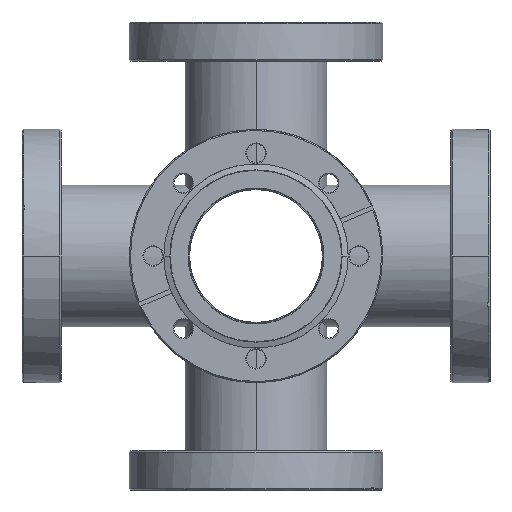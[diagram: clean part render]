
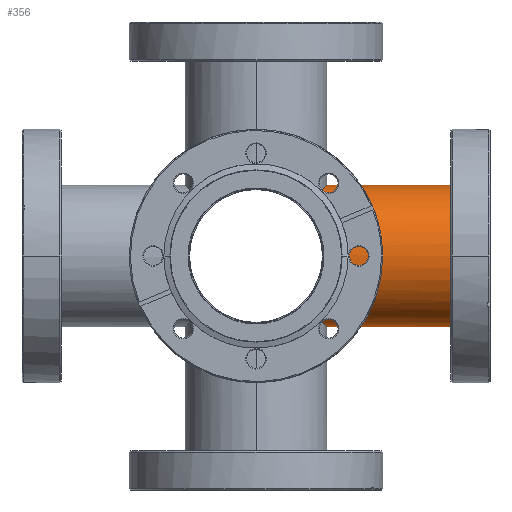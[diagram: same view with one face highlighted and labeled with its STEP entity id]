
A CAD part, left-side view. The second image highlights one B-rep face of the part: STEP entity #356.
In plain terms, the highlighted cylindrical face has radius 31.75 mm (diameter 63.5 mm), a partial arc.
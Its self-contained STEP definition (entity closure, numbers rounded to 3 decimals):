
#196 =( BOUNDED_CURVE ( )  B_SPLINE_CURVE ( 3, ( #4238, #4239, #4244, #4245 ),
 .UNSPECIFIED., .F., .F. ) 
 B_SPLINE_CURVE_WITH_KNOTS ( ( 4, 4 ),
 ( 5.498, 6.283 ),
 .UNSPECIFIED. ) 
 CURVE ( )  GEOMETRIC_REPRESENTATION_ITEM ( )  RATIONAL_B_SPLINE_CURVE ( ( 1., 0.949, 0.949, 1. ) ) 
 REPRESENTATION_ITEM ( '' )  );
#199 =( BOUNDED_CURVE ( )  B_SPLINE_CURVE ( 3, ( #4235, #4243, #4246, #4247 ),
 .UNSPECIFIED., .F., .F. ) 
 B_SPLINE_CURVE_WITH_KNOTS ( ( 4, 4 ),
 ( 0., 0.785 ),
 .UNSPECIFIED. ) 
 CURVE ( )  GEOMETRIC_REPRESENTATION_ITEM ( )  RATIONAL_B_SPLINE_CURVE ( ( 1., 0.949, 0.949, 1. ) ) 
 REPRESENTATION_ITEM ( '' )  );
#202 =( BOUNDED_CURVE ( )  B_SPLINE_CURVE ( 3, ( #4229, #4232, #4233, #4234 ),
 .UNSPECIFIED., .F., .F. ) 
 B_SPLINE_CURVE_WITH_KNOTS ( ( 4, 4 ),
 ( 5.498, 7.069 ),
 .UNSPECIFIED. ) 
 CURVE ( )  GEOMETRIC_REPRESENTATION_ITEM ( )  RATIONAL_B_SPLINE_CURVE ( ( 1., 0.805, 0.805, 1. ) ) 
 REPRESENTATION_ITEM ( '' )  );
#356 = ADVANCED_FACE ( 'NONE', ( #2576 ), #2581, .T. ) ;
#626 = EDGE_LOOP ( 'NONE', ( #3700, #3701, #3702, #3703, #3704, #3705 ) ) ;
#1173 = EDGE_CURVE ( 'NONE', #1480, #1488, #3608, .T. ) ;
#1175 = EDGE_CURVE ( 'NONE', #1240, #1494, #3611, .T. ) ;
#1240 = VERTEX_POINT ( 'NONE', #4200 ) ;
#1266 = VERTEX_POINT ( 'NONE', #4224 ) ;
#1271 = EDGE_CURVE ( 'NONE', #1476, #1266, #202, .T. ) ;
#1274 = EDGE_CURVE ( 'NONE', #1266, #1480, #196, .T. ) ;
#1275 = EDGE_CURVE ( 'NONE', #1240, #1476, #199, .T. ) ;
#1276 = EDGE_CURVE ( 'NONE', #1494, #1488, #3649, .T. ) ;
#1406 = AXIS2_PLACEMENT_3D ( 'NONE', #2873, #2874, #2872 ) ;
#1476 = VERTEX_POINT ( 'NONE', #4330 ) ;
#1480 = VERTEX_POINT ( 'NONE', #4337 ) ;
#1488 = VERTEX_POINT ( 'NONE', #4343 ) ;
#1494 = VERTEX_POINT ( 'NONE', #4349 ) ;
#2576 = FACE_OUTER_BOUND ( 'NONE', #626, .T. ) ;
#2581 = CYLINDRICAL_SURFACE ( 'NONE', #1406, 31.75 ) ;
#2872 = DIRECTION ( 'NONE',  ( 0., 0., -1. ) ) ;
#2873 = CARTESIAN_POINT ( 'NONE',  ( 0., 95.3, 0. ) ) ;
#2874 = DIRECTION ( 'NONE',  ( 0., -1., 0. ) ) ;
#3605 = VECTOR ( 'NONE', #4113, 1000. ) ;
#3608 = LINE ( 'NONE', #4111, #3605 ) ;
#3611 = LINE ( 'NONE', #4112, #3612 ) ;
#3612 = VECTOR ( 'NONE', #4103, 1000. ) ;
#3649 = CIRCLE ( 'NONE', #3977, 31.75 ) ;
#3700 = ORIENTED_EDGE ( 'NONE', *, *, #1173, .F. ) ;
#3701 = ORIENTED_EDGE ( 'NONE', *, *, #1274, .F. ) ;
#3702 = ORIENTED_EDGE ( 'NONE', *, *, #1271, .F. ) ;
#3703 = ORIENTED_EDGE ( 'NONE', *, *, #1275, .F. ) ;
#3704 = ORIENTED_EDGE ( 'NONE', *, *, #1175, .T. ) ;
#3705 = ORIENTED_EDGE ( 'NONE', *, *, #1276, .T. ) ;
#3977 = AXIS2_PLACEMENT_3D ( 'NONE', #4249, #4250, #4251 ) ;
#4103 = DIRECTION ( 'NONE',  ( 0., -1., 0. ) ) ;
#4111 = CARTESIAN_POINT ( 'NONE',  ( 0., 95.3, 31.75 ) ) ;
#4112 = CARTESIAN_POINT ( 'NONE',  ( 0., 95.3, -31.75 ) ) ;
#4113 = DIRECTION ( 'NONE',  ( 0., -1., 0. ) ) ;
#4200 = CARTESIAN_POINT ( 'NONE',  ( 0., -31.75, -31.75 ) ) ;
#4224 = CARTESIAN_POINT ( 'NONE',  ( -22.451, -22.451, 22.451 ) ) ;
#4229 = CARTESIAN_POINT ( 'NONE',  ( -22.451, -22.451, -22.451 ) ) ;
#4232 = CARTESIAN_POINT ( 'NONE',  ( -35.602, -35.602, -9.299 ) ) ;
#4233 = CARTESIAN_POINT ( 'NONE',  ( -35.602, -35.602, 9.299 ) ) ;
#4234 = CARTESIAN_POINT ( 'NONE',  ( -22.451, -22.451, 22.451 ) ) ;
#4235 = CARTESIAN_POINT ( 'NONE',  ( 0., -31.75, -31.75 ) ) ;
#4238 = CARTESIAN_POINT ( 'NONE',  ( -22.451, -22.451, 22.451 ) ) ;
#4239 = CARTESIAN_POINT ( 'NONE',  ( -16.417, -28.484, 28.484 ) ) ;
#4243 = CARTESIAN_POINT ( 'NONE',  ( -8.533, -31.75, -31.75 ) ) ;
#4244 = CARTESIAN_POINT ( 'NONE',  ( -8.533, -31.75, 31.75 ) ) ;
#4245 = CARTESIAN_POINT ( 'NONE',  ( 0., -31.75, 31.75 ) ) ;
#4246 = CARTESIAN_POINT ( 'NONE',  ( -16.417, -28.484, -28.484 ) ) ;
#4247 = CARTESIAN_POINT ( 'NONE',  ( -22.451, -22.451, -22.451 ) ) ;
#4249 = CARTESIAN_POINT ( 'NONE',  ( 0., -95.3, 0. ) ) ;
#4250 = DIRECTION ( 'NONE',  ( 0., 1., 0. ) ) ;
#4251 = DIRECTION ( 'NONE',  ( 0., 0., 1. ) ) ;
#4330 = CARTESIAN_POINT ( 'NONE',  ( -22.451, -22.451, -22.451 ) ) ;
#4337 = CARTESIAN_POINT ( 'NONE',  ( 0., -31.75, 31.75 ) ) ;
#4343 = CARTESIAN_POINT ( 'NONE',  ( 0., -95.3, 31.75 ) ) ;
#4349 = CARTESIAN_POINT ( 'NONE',  ( 0., -95.3, -31.75 ) ) ;
